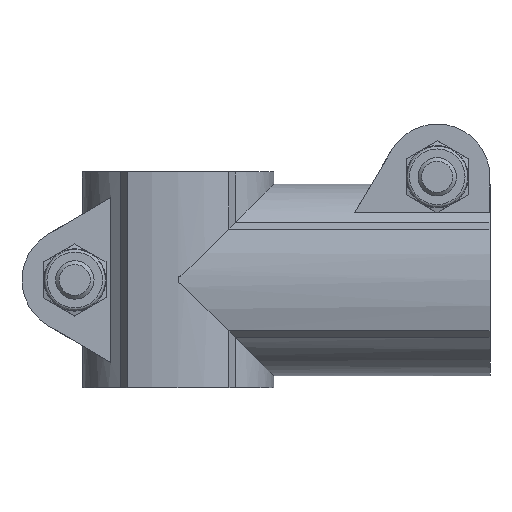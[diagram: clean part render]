
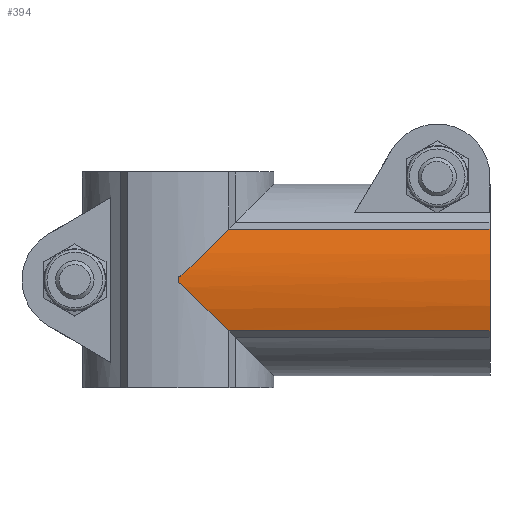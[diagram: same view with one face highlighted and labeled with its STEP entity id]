
A CAD part, front view. The second image highlights one B-rep face of the part: STEP entity #394.
In plain terms, the highlighted cylindrical face has radius 35 mm (diameter 70 mm), a partial arc.
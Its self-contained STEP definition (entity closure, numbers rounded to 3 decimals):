
#394 = ADVANCED_FACE( '', ( #868 ), #869, .T. );
#868 = FACE_OUTER_BOUND( '', #1413, .T. );
#869 = CYLINDRICAL_SURFACE( '', #1414, 35. );
#1413 = EDGE_LOOP( '', ( #2539, #2540, #2541, #2542, #2543, #2544 ) );
#1414 = AXIS2_PLACEMENT_3D( '', #2545, #2546, #2547 );
#2539 = ORIENTED_EDGE( '', *, *, #3604, .F. );
#2540 = ORIENTED_EDGE( '', *, *, #3605, .T. );
#2541 = ORIENTED_EDGE( '', *, *, #3606, .F. );
#2542 = ORIENTED_EDGE( '', *, *, #3596, .F. );
#2543 = ORIENTED_EDGE( '', *, *, #3607, .F. );
#2544 = ORIENTED_EDGE( '', *, *, #3608, .T. );
#2545 = CARTESIAN_POINT( '', ( 65., 15., 22.5 ) );
#2546 = DIRECTION( '', ( 1., 0., 0. ) );
#2547 = DIRECTION( '', ( 0., 0., 1. ) );
#3596 = EDGE_CURVE( '', #4449, #4445, #4451, .T. );
#3604 = EDGE_CURVE( '', #4461, #4462, #4463, .T. );
#3605 = EDGE_CURVE( '', #4461, #4464, #4465, .T. );
#3606 = EDGE_CURVE( '', #4445, #4464, #4466, .T. );
#3607 = EDGE_CURVE( '', #4467, #4449, #4468, .T. );
#3608 = EDGE_CURVE( '', #4467, #4462, #4469, .T. );
#4445 = VERTEX_POINT( '', #5739 );
#4449 = VERTEX_POINT( '', #5744 );
#4451 = LINE( '', #5747, #5748 );
#4461 = VERTEX_POINT( '', #5766 );
#4462 = VERTEX_POINT( '', #5767 );
#4463 = B_SPLINE_CURVE_WITH_KNOTS( '', 3, ( #5768, #5769, #5770, #5771, #5772, #5773, #5774, #5775, #5776, #5777, #5778, #5779, #5780, #5781 ), .UNSPECIFIED., .F., .F., ( 4, 2, 2, 2, 2, 2, 4 ), ( 0., 0., 0.001, 0.002, 0.004, 0.007, 0.015 ), .UNSPECIFIED. );
#4464 = VERTEX_POINT( '', #5782 );
#4465 = B_SPLINE_CURVE_WITH_KNOTS( '', 3, ( #5783, #5784, #5785, #5786 ), .UNSPECIFIED., .F., .F., ( 4, 4 ), ( 0., 1. ), .UNSPECIFIED. );
#4466 = B_SPLINE_CURVE_WITH_KNOTS( '', 3, ( #5787, #5788, #5789, #5790, #5791, #5792, #5793, #5794, #5795, #5796, #5797, #5798, #5799, #5800 ), .UNSPECIFIED., .F., .F., ( 4, 2, 2, 2, 2, 2, 4 ), ( 0., 0.007, 0.011, 0.013, 0.014, 0.014, 0.015 ), .UNSPECIFIED. );
#4467 = VERTEX_POINT( '', #5801 );
#4468 = CIRCLE( '', #5802, 35. );
#4469 = LINE( '', #5803, #5804 );
#5739 = CARTESIAN_POINT( '', ( 10.598, -18.352, 11.886 ) );
#5744 = CARTESIAN_POINT( '', ( 65., -18.352, 11.886 ) );
#5747 = CARTESIAN_POINT( '', ( 65., -18.352, 11.886 ) );
#5748 = VECTOR( '', #6554, 1000. );
#5766 = CARTESIAN_POINT( '', ( 0., -19.995, 23.092 ) );
#5767 = CARTESIAN_POINT( '', ( 10.598, -18.352, 33.114 ) );
#5768 = CARTESIAN_POINT( '', ( 0., -19.995, 23.092 ) );
#5769 = CARTESIAN_POINT( '', ( 0.157, -19.995, 23.092 ) );
#5770 = CARTESIAN_POINT( '', ( 0.303, -19.994, 23.156 ) );
#5771 = CARTESIAN_POINT( '', ( 0.568, -19.991, 23.313 ) );
#5772 = CARTESIAN_POINT( '', ( 0.691, -19.988, 23.406 ) );
#5773 = CARTESIAN_POINT( '', ( 1.051, -19.98, 23.697 ) );
#5774 = CARTESIAN_POINT( '', ( 1.278, -19.972, 23.906 ) );
#5775 = CARTESIAN_POINT( '', ( 1.954, -19.943, 24.534 ) );
#5776 = CARTESIAN_POINT( '', ( 2.394, -19.916, 24.964 ) );
#5777 = CARTESIAN_POINT( '', ( 3.713, -19.809, 26.255 ) );
#5778 = CARTESIAN_POINT( '', ( 4.582, -19.705, 27.119 ) );
#5779 = CARTESIAN_POINT( '', ( 7.181, -19.295, 29.702 ) );
#5780 = CARTESIAN_POINT( '', ( 8.896, -18.893, 31.415 ) );
#5781 = CARTESIAN_POINT( '', ( 10.598, -18.352, 33.114 ) );
#5782 = CARTESIAN_POINT( '', ( 0., -19.995, 21.908 ) );
#5783 = CARTESIAN_POINT( '', ( 0., -19.995, 23.092 ) );
#5784 = CARTESIAN_POINT( '', ( 0., -20.002, 22.697 ) );
#5785 = CARTESIAN_POINT( '', ( 0., -20.002, 22.303 ) );
#5786 = CARTESIAN_POINT( '', ( 0., -19.995, 21.908 ) );
#5787 = CARTESIAN_POINT( '', ( 10.598, -18.352, 11.886 ) );
#5788 = CARTESIAN_POINT( '', ( 8.899, -18.892, 13.582 ) );
#5789 = CARTESIAN_POINT( '', ( 7.182, -19.295, 15.297 ) );
#5790 = CARTESIAN_POINT( '', ( 4.582, -19.705, 17.881 ) );
#5791 = CARTESIAN_POINT( '', ( 3.712, -19.809, 18.745 ) );
#5792 = CARTESIAN_POINT( '', ( 2.396, -19.916, 20.034 ) );
#5793 = CARTESIAN_POINT( '', ( 1.956, -19.943, 20.463 ) );
#5794 = CARTESIAN_POINT( '', ( 1.282, -19.972, 21.091 ) );
#5795 = CARTESIAN_POINT( '', ( 1.055, -19.98, 21.298 ) );
#5796 = CARTESIAN_POINT( '', ( 0.698, -19.988, 21.588 ) );
#5797 = CARTESIAN_POINT( '', ( 0.576, -19.991, 21.681 ) );
#5798 = CARTESIAN_POINT( '', ( 0.309, -19.994, 21.841 ) );
#5799 = CARTESIAN_POINT( '', ( 0.159, -19.995, 21.908 ) );
#5800 = CARTESIAN_POINT( '', ( 0., -19.995, 21.908 ) );
#5801 = CARTESIAN_POINT( '', ( 65., -18.352, 33.114 ) );
#5802 = AXIS2_PLACEMENT_3D( '', #6561, #6562, #6563 );
#5803 = CARTESIAN_POINT( '', ( 65., -18.352, 33.114 ) );
#5804 = VECTOR( '', #6564, 1000. );
#6554 = DIRECTION( '', ( -1., 0., 0. ) );
#6561 = CARTESIAN_POINT( '', ( 65., 15., 22.5 ) );
#6562 = DIRECTION( '', ( 1., 0., 0. ) );
#6563 = DIRECTION( '', ( 0., 0., -1. ) );
#6564 = DIRECTION( '', ( -1., 0., 0. ) );
